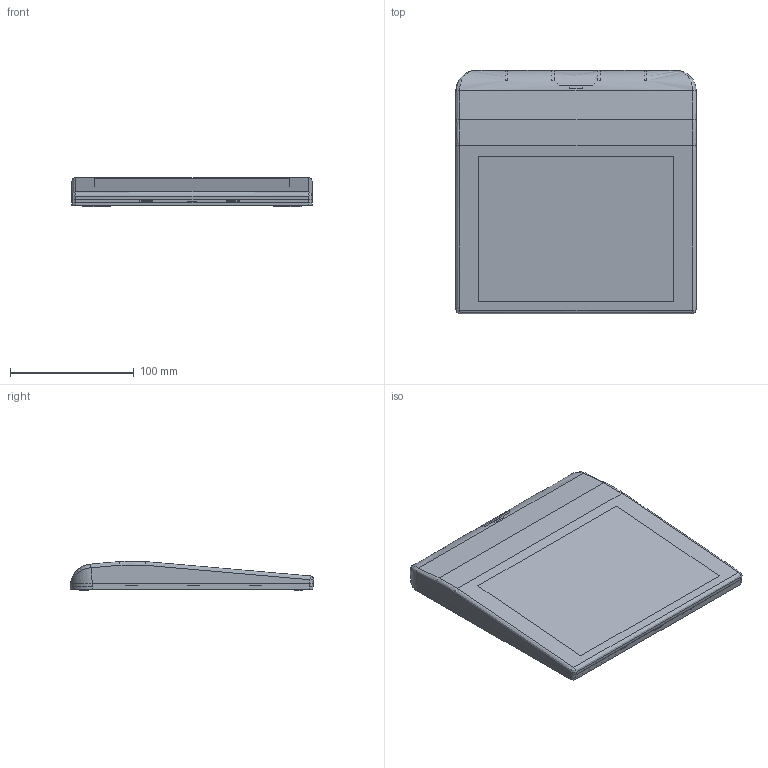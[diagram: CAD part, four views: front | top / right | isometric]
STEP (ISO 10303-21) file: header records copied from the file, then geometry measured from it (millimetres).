
FILE_DESCRIPTION(/* description */ (''),/* implementation_level */ '2;1');
FILE_NAME(/* name */ 'FF-VT3224-v2',/* time_stamp */ '2016-12-22T11:32:50+09:00',/* author */ (''),/* organization */ (''),/* preprocessor_version */ 'ST-DEVELOPER v15',/* originating_system */ '',/* authorisation */ '');
FILE_SCHEMA (('AUTOMOTIVE_DESIGN'));
Length unit declared in the file: millimetre
Products named in the file (1): Document
Bounding box: 194 x 196.47 x 23.68 mm (x, y, z)
Volume: 210359.7 mm3; surface area: 323501.5 mm2
Topology: 13 solids, 14 shells, 680 faces, 1802 edges, 1186 vertices
Faces by surface type: plane 456, bspline 224
Entity records: 21183 total; most frequent: CARTESIAN_POINT 9712, ORIENTED_EDGE 3588, EDGE_CURVE 1800, B_SPLINE_CURVE_WITH_KNOTS 1250, VERTEX_POINT 1186, EDGE_LOOP 738, ADVANCED_FACE 680, FACE_OUTER_BOUND 680
